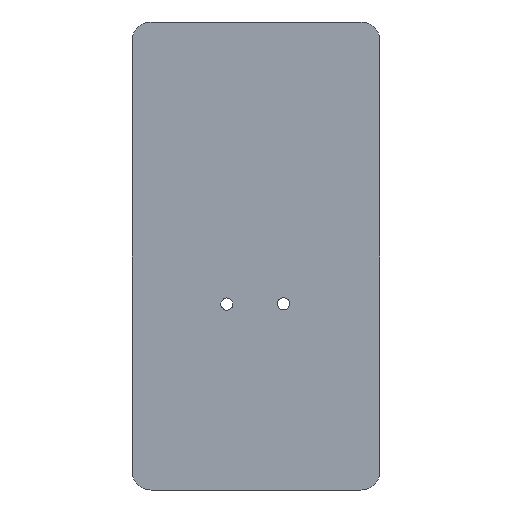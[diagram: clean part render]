
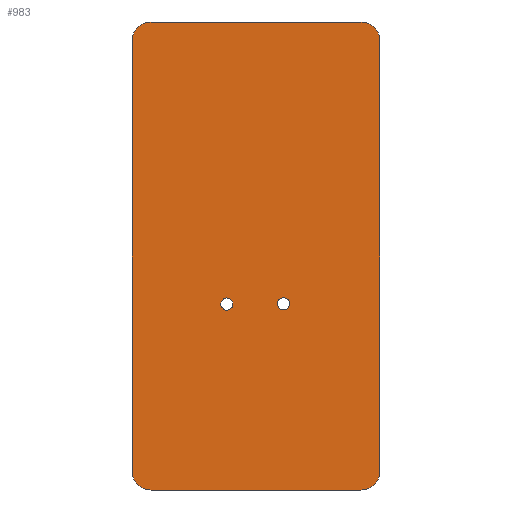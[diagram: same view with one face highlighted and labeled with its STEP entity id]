
A CAD part, front view. The second image highlights one B-rep face of the part: STEP entity #983.
In plain terms, the highlighted planar face has unit normal (0, -1, 0).
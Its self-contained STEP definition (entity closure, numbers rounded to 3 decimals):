
#17 = DIRECTION ( 'NONE',  ( 0., 0., -1. ) ) ;
#32 = EDGE_CURVE ( 'NONE', #224, #1164, #841, .T. ) ;
#56 = VERTEX_POINT ( 'NONE', #1585 ) ;
#66 = DIRECTION ( 'NONE',  ( 0., 0., -1. ) ) ;
#101 = EDGE_CURVE ( 'NONE', #275, #876, #804, .T. ) ;
#125 = ORIENTED_EDGE ( 'NONE', *, *, #1424, .T. ) ;
#126 = DIRECTION ( 'NONE',  ( 0., 0., -1. ) ) ;
#144 = AXIS2_PLACEMENT_3D ( 'NONE', #514, #1497, #832 ) ;
#156 = VERTEX_POINT ( 'NONE', #540 ) ;
#161 = DIRECTION ( 'NONE',  ( 0., -1., 0. ) ) ;
#187 = VERTEX_POINT ( 'NONE', #1007 ) ;
#194 = VERTEX_POINT ( 'NONE', #1460 ) ;
#208 = CARTESIAN_POINT ( 'NONE',  ( 0., -145.618, 49. ) ) ;
#214 = DIRECTION ( 'NONE',  ( 0., 0., -1. ) ) ;
#224 = VERTEX_POINT ( 'NONE', #1214 ) ;
#226 = ORIENTED_EDGE ( 'NONE', *, *, #101, .F. ) ;
#265 = AXIS2_PLACEMENT_3D ( 'NONE', #1297, #434, #126 ) ;
#275 = VERTEX_POINT ( 'NONE', #802 ) ;
#283 = AXIS2_PLACEMENT_3D ( 'NONE', #1706, #1240, #422 ) ;
#331 = ORIENTED_EDGE ( 'NONE', *, *, #1465, .T. ) ;
#336 = LINE ( 'NONE', #723, #343 ) ;
#339 = CIRCLE ( 'NONE', #1518, 7.5 ) ;
#343 = VECTOR ( 'NONE', #877, 1000. ) ;
#361 = EDGE_CURVE ( 'NONE', #1043, #56, #829, .T. ) ;
#373 = CARTESIAN_POINT ( 'NONE',  ( 52.399, -145.618, -54.909 ) ) ;
#396 = DIRECTION ( 'NONE',  ( 0., 0., -1. ) ) ;
#402 = PLANE ( 'NONE',  #283 ) ;
#422 = DIRECTION ( 'NONE',  ( 0., 0., -1. ) ) ;
#434 = DIRECTION ( 'NONE',  ( 0., -1., 0. ) ) ;
#449 = CARTESIAN_POINT ( 'NONE',  ( 30., -145.618, -57.4 ) ) ;
#452 = CIRCLE ( 'NONE', #1655, 2.4 ) ;
#476 = AXIS2_PLACEMENT_3D ( 'NONE', #373, #1290, #214 ) ;
#498 = CARTESIAN_POINT ( 'NONE',  ( 52.399, -145.618, -54.909 ) ) ;
#506 = EDGE_CURVE ( 'NONE', #1030, #961, #762, .T. ) ;
#514 = CARTESIAN_POINT ( 'NONE',  ( 83., -145.618, -121. ) ) ;
#516 = VECTOR ( 'NONE', #1169, 1000. ) ;
#525 = LINE ( 'NONE', #1013, #516 ) ;
#526 = VECTOR ( 'NONE', #1662, 1000. ) ;
#530 = LINE ( 'NONE', #1168, #526 ) ;
#540 = CARTESIAN_POINT ( 'NONE',  ( 0., -145.618, -128.5 ) ) ;
#592 = CARTESIAN_POINT ( 'NONE',  ( 83., -145.618, 56.5 ) ) ;
#617 = CIRCLE ( 'NONE', #265, 2.4 ) ;
#640 = FACE_OUTER_BOUND ( 'NONE', #1110, .T. ) ;
#647 = FACE_BOUND ( 'NONE', #954, .T. ) ;
#653 = EDGE_CURVE ( 'NONE', #56, #194, #739, .T. ) ;
#654 = FACE_BOUND ( 'NONE', #1205, .T. ) ;
#723 = CARTESIAN_POINT ( 'NONE',  ( 90.5, -145.618, -121. ) ) ;
#731 = AXIS2_PLACEMENT_3D ( 'NONE', #208, #1175, #66 ) ;
#739 = CIRCLE ( 'NONE', #731, 7.5 ) ;
#762 = CIRCLE ( 'NONE', #1096, 2.4 ) ;
#791 = VECTOR ( 'NONE', #892, 1000. ) ;
#802 = CARTESIAN_POINT ( 'NONE',  ( 52.399, -145.618, -52.509 ) ) ;
#804 = CIRCLE ( 'NONE', #476, 2.4 ) ;
#815 = CARTESIAN_POINT ( 'NONE',  ( 52.399, -145.618, -57.309 ) ) ;
#829 = LINE ( 'NONE', #1618, #791 ) ;
#832 = DIRECTION ( 'NONE',  ( 0., 0., -1. ) ) ;
#841 = CIRCLE ( 'NONE', #144, 7.5 ) ;
#876 = VERTEX_POINT ( 'NONE', #815 ) ;
#877 = DIRECTION ( 'NONE',  ( 0., 0., 1. ) ) ;
#892 = DIRECTION ( 'NONE',  ( -1., 0., 0. ) ) ;
#921 = CIRCLE ( 'NONE', #1693, 7.5 ) ;
#954 = EDGE_LOOP ( 'NONE', ( #1454, #1469 ) ) ;
#961 = VERTEX_POINT ( 'NONE', #1275 ) ;
#971 = ORIENTED_EDGE ( 'NONE', *, *, #361, .T. ) ;
#983 = ADVANCED_FACE ( 'NONE', ( #654, #647, #640 ), #402, .T. ) ;
#996 = ORIENTED_EDGE ( 'NONE', *, *, #1508, .T. ) ;
#1004 = VERTEX_POINT ( 'NONE', #1234 ) ;
#1007 = CARTESIAN_POINT ( 'NONE',  ( 90.5, -145.618, 49. ) ) ;
#1013 = CARTESIAN_POINT ( 'NONE',  ( -7.5, -145.618, 49. ) ) ;
#1024 = ORIENTED_EDGE ( 'NONE', *, *, #1656, .F. ) ;
#1028 = DIRECTION ( 'NONE',  ( 0., 0., -1. ) ) ;
#1030 = VERTEX_POINT ( 'NONE', #449 ) ;
#1039 = DIRECTION ( 'NONE',  ( 0., -1., 0. ) ) ;
#1043 = VERTEX_POINT ( 'NONE', #592 ) ;
#1050 = ORIENTED_EDGE ( 'NONE', *, *, #653, .T. ) ;
#1070 = ORIENTED_EDGE ( 'NONE', *, *, #1389, .T. ) ;
#1085 = ORIENTED_EDGE ( 'NONE', *, *, #32, .T. ) ;
#1096 = AXIS2_PLACEMENT_3D ( 'NONE', #1410, #1194, #1028 ) ;
#1110 = EDGE_LOOP ( 'NONE', ( #996, #125, #331, #1085, #1070, #1200, #971, #1050 ) ) ;
#1164 = VERTEX_POINT ( 'NONE', #1691 ) ;
#1168 = CARTESIAN_POINT ( 'NONE',  ( 0., -145.618, -128.5 ) ) ;
#1169 = DIRECTION ( 'NONE',  ( 0., 0., -1. ) ) ;
#1170 = EDGE_CURVE ( 'NONE', #961, #1030, #617, .T. ) ;
#1175 = DIRECTION ( 'NONE',  ( 0., -1., 0. ) ) ;
#1194 = DIRECTION ( 'NONE',  ( 0., -1., 0. ) ) ;
#1200 = ORIENTED_EDGE ( 'NONE', *, *, #1304, .T. ) ;
#1205 = EDGE_LOOP ( 'NONE', ( #1024, #226 ) ) ;
#1214 = CARTESIAN_POINT ( 'NONE',  ( 83., -145.618, -128.5 ) ) ;
#1234 = CARTESIAN_POINT ( 'NONE',  ( -7.5, -145.618, -121. ) ) ;
#1240 = DIRECTION ( 'NONE',  ( 0., -1., 0. ) ) ;
#1275 = CARTESIAN_POINT ( 'NONE',  ( 30., -145.618, -52.6 ) ) ;
#1290 = DIRECTION ( 'NONE',  ( 0., -1., 0. ) ) ;
#1297 = CARTESIAN_POINT ( 'NONE',  ( 30., -145.618, -55. ) ) ;
#1304 = EDGE_CURVE ( 'NONE', #187, #1043, #921, .T. ) ;
#1361 = DIRECTION ( 'NONE',  ( 0., -1., 0. ) ) ;
#1389 = EDGE_CURVE ( 'NONE', #1164, #187, #336, .T. ) ;
#1410 = CARTESIAN_POINT ( 'NONE',  ( 30., -145.618, -55. ) ) ;
#1424 = EDGE_CURVE ( 'NONE', #1004, #156, #339, .T. ) ;
#1454 = ORIENTED_EDGE ( 'NONE', *, *, #506, .F. ) ;
#1460 = CARTESIAN_POINT ( 'NONE',  ( -7.5, -145.618, 49. ) ) ;
#1465 = EDGE_CURVE ( 'NONE', #156, #224, #530, .T. ) ;
#1469 = ORIENTED_EDGE ( 'NONE', *, *, #1170, .F. ) ;
#1497 = DIRECTION ( 'NONE',  ( 0., -1., 0. ) ) ;
#1508 = EDGE_CURVE ( 'NONE', #194, #1004, #525, .T. ) ;
#1518 = AXIS2_PLACEMENT_3D ( 'NONE', #1524, #1361, #1634 ) ;
#1524 = CARTESIAN_POINT ( 'NONE',  ( 0., -145.618, -121. ) ) ;
#1568 = CARTESIAN_POINT ( 'NONE',  ( 83., -145.618, 49. ) ) ;
#1585 = CARTESIAN_POINT ( 'NONE',  ( 0., -145.618, 56.5 ) ) ;
#1618 = CARTESIAN_POINT ( 'NONE',  ( 83., -145.618, 56.5 ) ) ;
#1634 = DIRECTION ( 'NONE',  ( 0., 0., -1. ) ) ;
#1655 = AXIS2_PLACEMENT_3D ( 'NONE', #498, #161, #396 ) ;
#1656 = EDGE_CURVE ( 'NONE', #876, #275, #452, .T. ) ;
#1662 = DIRECTION ( 'NONE',  ( 1., 0., 0. ) ) ;
#1691 = CARTESIAN_POINT ( 'NONE',  ( 90.5, -145.618, -121. ) ) ;
#1693 = AXIS2_PLACEMENT_3D ( 'NONE', #1568, #1039, #17 ) ;
#1706 = CARTESIAN_POINT ( 'NONE',  ( 0., -145.618, -121. ) ) ;
